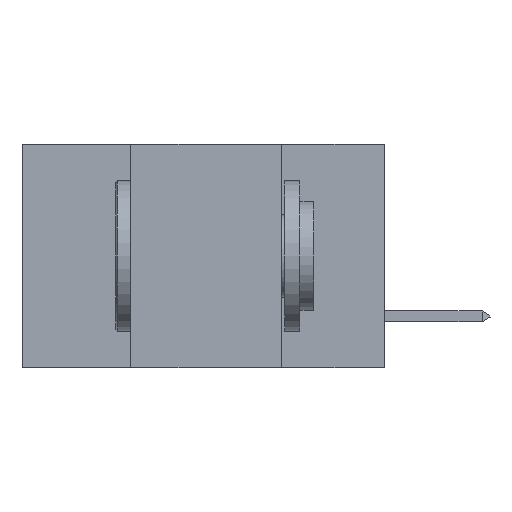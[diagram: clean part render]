
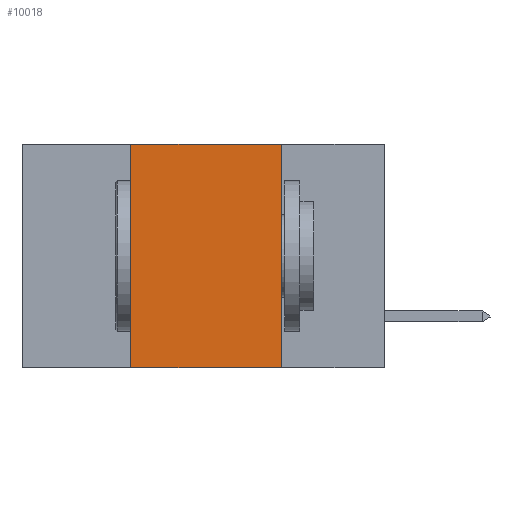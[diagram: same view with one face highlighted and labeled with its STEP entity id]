
A CAD part, left-side view. The second image highlights one B-rep face of the part: STEP entity #10018.
In plain terms, the highlighted planar face has unit normal (-1, 0, 0).
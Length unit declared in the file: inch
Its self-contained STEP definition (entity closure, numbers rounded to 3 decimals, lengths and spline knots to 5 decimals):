
#538 = DIRECTION ( 'NONE',  ( 0., 0., -1. ) ) ;
#1597 = CARTESIAN_POINT ( 'NONE',  ( 0., 0.42, 0. ) ) ;
#2208 = EDGE_CURVE ( 'NONE', #23249, #21740, #2984, .T. ) ;
#2635 = DIRECTION ( 'NONE',  ( 0., -1., 0. ) ) ;
#2682 = VERTEX_POINT ( 'NONE', #16858 ) ;
#2984 = LINE ( 'NONE', #6667, #17483 ) ;
#3662 = CARTESIAN_POINT ( 'NONE',  ( 0., 0.17, 0. ) ) ;
#4493 = CARTESIAN_POINT ( 'NONE',  ( 0., 0.6, 0. ) ) ;
#5629 = PLANE ( 'NONE',  #17595 ) ;
#5925 = DIRECTION ( 'NONE',  ( 1., 0., 0. ) ) ;
#6087 = ORIENTED_EDGE ( 'NONE', *, *, #2208, .F. ) ;
#6667 = CARTESIAN_POINT ( 'NONE',  ( 0., 0.42, 0. ) ) ;
#7672 = ORIENTED_EDGE ( 'NONE', *, *, #10859, .T. ) ;
#8438 = CARTESIAN_POINT ( 'NONE',  ( 0., 0.42, -0.37 ) ) ;
#10018 = ADVANCED_FACE ( 'NONE', ( #16176 ), #5629, .F. ) ;
#10859 = EDGE_CURVE ( 'NONE', #23249, #2682, #13225, .T. ) ;
#11968 = VECTOR ( 'NONE', #23090, 39.37008 ) ;
#12093 = EDGE_CURVE ( 'NONE', #21740, #16266, #17347, .T. ) ;
#13185 = VECTOR ( 'NONE', #2635, 39.37008 ) ;
#13225 = LINE ( 'NONE', #14519, #17679 ) ;
#14519 = CARTESIAN_POINT ( 'NONE',  ( 0., 0.6, -0.37 ) ) ;
#16176 = FACE_OUTER_BOUND ( 'NONE', #18823, .T. ) ;
#16266 = VERTEX_POINT ( 'NONE', #21832 ) ;
#16454 = ORIENTED_EDGE ( 'NONE', *, *, #23096, .F. ) ;
#16858 = CARTESIAN_POINT ( 'NONE',  ( 0., 0.17, -0.37 ) ) ;
#17347 = LINE ( 'NONE', #4493, #13185 ) ;
#17483 = VECTOR ( 'NONE', #18024, 39.37008 ) ;
#17595 = AXIS2_PLACEMENT_3D ( 'NONE', #18917, #5925, #538 ) ;
#17679 = VECTOR ( 'NONE', #24145, 39.37008 ) ;
#18024 = DIRECTION ( 'NONE',  ( 0., 0., 1. ) ) ;
#18823 = EDGE_LOOP ( 'NONE', ( #16454, #23526, #6087, #7672 ) ) ;
#18917 = CARTESIAN_POINT ( 'NONE',  ( 0., 0.6, 0. ) ) ;
#21740 = VERTEX_POINT ( 'NONE', #1597 ) ;
#21832 = CARTESIAN_POINT ( 'NONE',  ( 0., 0.17, 0. ) ) ;
#22098 = LINE ( 'NONE', #3662, #11968 ) ;
#23090 = DIRECTION ( 'NONE',  ( 0., 0., -1. ) ) ;
#23096 = EDGE_CURVE ( 'NONE', #16266, #2682, #22098, .T. ) ;
#23249 = VERTEX_POINT ( 'NONE', #8438 ) ;
#23526 = ORIENTED_EDGE ( 'NONE', *, *, #12093, .F. ) ;
#24145 = DIRECTION ( 'NONE',  ( 0., -1., 0. ) ) ;
